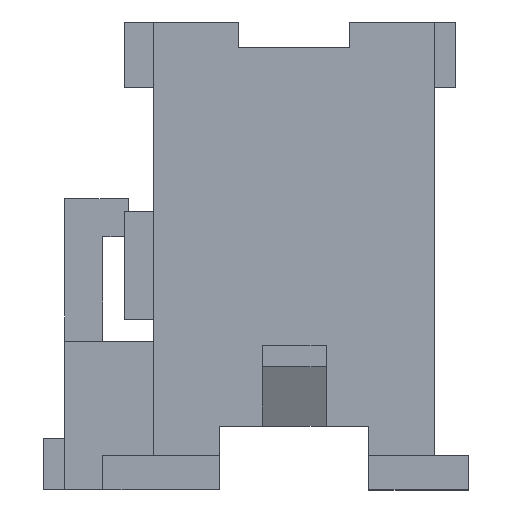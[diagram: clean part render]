
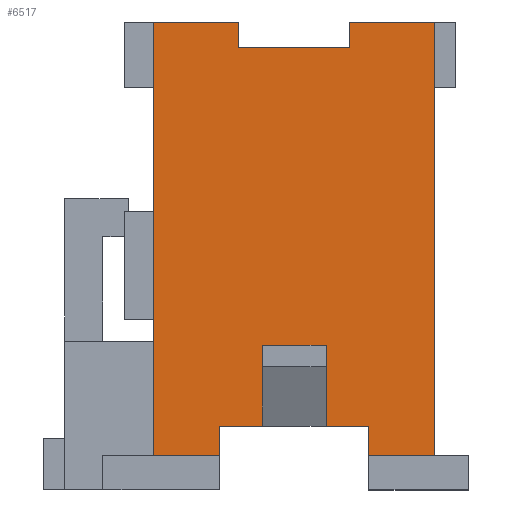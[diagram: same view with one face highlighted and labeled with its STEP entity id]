
A CAD part, left-side view. The second image highlights one B-rep face of the part: STEP entity #6517.
In plain terms, the highlighted planar face has unit normal (-1, 0, 0).
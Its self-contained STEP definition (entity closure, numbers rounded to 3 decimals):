
#91 = ORIENTED_EDGE ( 'NONE', *, *, #95, .F. ) ;
#95 = EDGE_CURVE ( 'NONE', #6126, #7967, #626, .T. ) ;
#623 = DIRECTION ( 'NONE',  ( 0., -1., 0. ) ) ;
#624 = VECTOR ( 'NONE', #623, 1000. ) ;
#625 = CARTESIAN_POINT ( 'NONE',  ( -20.4, 4.6, 0. ) ) ;
#626 = LINE ( 'NONE', #625, #624 ) ;
#2046 = CARTESIAN_POINT ( 'NONE',  ( -20.4, 6.6, -10.2 ) ) ;
#2182 = CARTESIAN_POINT ( 'NONE',  ( -20.4, 6.6, 0. ) ) ;
#2183 = DIRECTION ( 'NONE',  ( 0., 0., 1. ) ) ;
#2184 = VECTOR ( 'NONE', #2183, 1000. ) ;
#2185 = CARTESIAN_POINT ( 'NONE',  ( -20.4, 6.6, 0. ) ) ;
#2186 = LINE ( 'NONE', #2185, #2184 ) ;
#2188 = CARTESIAN_POINT ( 'NONE',  ( -20.4, 5.05, -10.2 ) ) ;
#2189 = DIRECTION ( 'NONE',  ( 0., 0., -1. ) ) ;
#2190 = VECTOR ( 'NONE', #2189, 1000. ) ;
#2191 = CARTESIAN_POINT ( 'NONE',  ( -20.4, 5.05, -11. ) ) ;
#2192 = LINE ( 'NONE', #2191, #2190 ) ;
#2193 = CARTESIAN_POINT ( 'NONE',  ( -20.4, 5.05, -9.5 ) ) ;
#2209 = DIRECTION ( 'NONE',  ( 0., 0., 1. ) ) ;
#2210 = VECTOR ( 'NONE', #2209, 1000. ) ;
#2211 = CARTESIAN_POINT ( 'NONE',  ( -20.4, 1.55, -11. ) ) ;
#2212 = LINE ( 'NONE', #2211, #2210 ) ;
#2213 = CARTESIAN_POINT ( 'NONE',  ( -20.4, 1.55, -10.2 ) ) ;
#2347 = CARTESIAN_POINT ( 'NONE',  ( -20.4, 1.55, -9.5 ) ) ;
#2738 = CARTESIAN_POINT ( 'NONE',  ( -20.4, 2.55, -7.6 ) ) ;
#2739 = DIRECTION ( 'NONE',  ( 0., -1., 0. ) ) ;
#2740 = VECTOR ( 'NONE', #2739, 1000. ) ;
#2741 = CARTESIAN_POINT ( 'NONE',  ( -20.4, 4.05, -7.6 ) ) ;
#2742 = LINE ( 'NONE', #2741, #2740 ) ;
#2743 = CARTESIAN_POINT ( 'NONE',  ( -20.4, 4.05, -9.5 ) ) ;
#2744 = DIRECTION ( 'NONE',  ( 0., 0., -1. ) ) ;
#2745 = VECTOR ( 'NONE', #2744, 1000. ) ;
#2746 = CARTESIAN_POINT ( 'NONE',  ( -20.4, 4.05, -9.5 ) ) ;
#2747 = LINE ( 'NONE', #2746, #2745 ) ;
#2768 = VECTOR ( 'NONE', #2831, 1000. ) ;
#2769 = CARTESIAN_POINT ( 'NONE',  ( -20.4, 2., -0.6 ) ) ;
#2770 = LINE ( 'NONE', #2769, #2768 ) ;
#2771 = CARTESIAN_POINT ( 'NONE',  ( -20.4, 2., -0.6 ) ) ;
#2772 = DIRECTION ( 'NONE',  ( 0., 0., 1. ) ) ;
#2773 = VECTOR ( 'NONE', #2772, 1000. ) ;
#2774 = CARTESIAN_POINT ( 'NONE',  ( -20.4, 2., -0.6 ) ) ;
#2775 = LINE ( 'NONE', #2774, #2773 ) ;
#2776 = CARTESIAN_POINT ( 'NONE',  ( -20.4, 2., 0. ) ) ;
#2777 = DIRECTION ( 'NONE',  ( 0., -1., 0. ) ) ;
#2778 = VECTOR ( 'NONE', #2777, 1000. ) ;
#2779 = CARTESIAN_POINT ( 'NONE',  ( -20.4, 2., 0. ) ) ;
#2780 = LINE ( 'NONE', #2779, #2778 ) ;
#2781 = CARTESIAN_POINT ( 'NONE',  ( -20.4, 0., 0. ) ) ;
#2782 = DIRECTION ( 'NONE',  ( 0., 0., -1. ) ) ;
#2783 = VECTOR ( 'NONE', #2782, 1000. ) ;
#2784 = CARTESIAN_POINT ( 'NONE',  ( -20.4, 0., 0. ) ) ;
#2785 = LINE ( 'NONE', #2784, #2783 ) ;
#2786 = CARTESIAN_POINT ( 'NONE',  ( -20.4, 0., -10.2 ) ) ;
#2787 = DIRECTION ( 'NONE',  ( 0., -1., 0. ) ) ;
#2788 = VECTOR ( 'NONE', #2787, 1000. ) ;
#2789 = CARTESIAN_POINT ( 'NONE',  ( -20.4, 4.6, -10.2 ) ) ;
#2790 = LINE ( 'NONE', #2789, #2788 ) ;
#2791 = DIRECTION ( 'NONE',  ( 0., 1., 0. ) ) ;
#2792 = VECTOR ( 'NONE', #2791, 1000. ) ;
#2793 = CARTESIAN_POINT ( 'NONE',  ( -20.4, 5.05, -9.5 ) ) ;
#2794 = LINE ( 'NONE', #2793, #2792 ) ;
#2795 = CARTESIAN_POINT ( 'NONE',  ( -20.4, 2.55, -9.5 ) ) ;
#2796 = DIRECTION ( 'NONE',  ( 0., 0., -1. ) ) ;
#2797 = VECTOR ( 'NONE', #2796, 1000. ) ;
#2798 = CARTESIAN_POINT ( 'NONE',  ( -20.4, 2.55, -9.5 ) ) ;
#2799 = LINE ( 'NONE', #2798, #2797 ) ;
#2830 = CARTESIAN_POINT ( 'NONE',  ( -20.4, 4.6, -0.6 ) ) ;
#2831 = DIRECTION ( 'NONE',  ( 0., -1., 0. ) ) ;
#2873 = CARTESIAN_POINT ( 'NONE',  ( -20.4, 4.05, -7.6 ) ) ;
#2874 = DIRECTION ( 'NONE',  ( 0., 0., -1. ) ) ;
#2875 = DIRECTION ( 'NONE',  ( 1., 0., 0. ) ) ;
#2876 = CARTESIAN_POINT ( 'NONE',  ( -20.4, 4.6, -11. ) ) ;
#2877 = AXIS2_PLACEMENT_3D ( 'NONE', #2876, #2875, #2874 ) ;
#2878 = PLANE ( 'NONE',  #2877 ) ;
#2879 = FACE_OUTER_BOUND ( 'NONE', #6518, .T. ) ;
#5081 = VECTOR ( 'NONE', #5144, 1000. ) ;
#5082 = CARTESIAN_POINT ( 'NONE',  ( -20.4, 5.05, -9.5 ) ) ;
#5083 = LINE ( 'NONE', #5082, #5081 ) ;
#5104 = CARTESIAN_POINT ( 'NONE',  ( -20.4, 4.6, 0. ) ) ;
#5144 = DIRECTION ( 'NONE',  ( 0., 1., 0. ) ) ;
#5298 = DIRECTION ( 'NONE',  ( 0., -1., 0. ) ) ;
#5299 = VECTOR ( 'NONE', #5298, 1000. ) ;
#5300 = CARTESIAN_POINT ( 'NONE',  ( -20.4, 4.6, -10.2 ) ) ;
#5301 = LINE ( 'NONE', #5300, #5299 ) ;
#5384 = DIRECTION ( 'NONE',  ( 0., 0., -1. ) ) ;
#5385 = VECTOR ( 'NONE', #5384, 1000. ) ;
#5386 = CARTESIAN_POINT ( 'NONE',  ( -20.4, 4.6, -0.6 ) ) ;
#5387 = LINE ( 'NONE', #5386, #5385 ) ;
#6056 = VERTEX_POINT ( 'NONE', #2046 ) ;
#6118 = VERTEX_POINT ( 'NONE', #2193 ) ;
#6120 = EDGE_CURVE ( 'NONE', #6118, #6121, #2192, .T. ) ;
#6121 = VERTEX_POINT ( 'NONE', #2188 ) ;
#6125 = EDGE_CURVE ( 'NONE', #6056, #6126, #2186, .T. ) ;
#6126 = VERTEX_POINT ( 'NONE', #2182 ) ;
#6146 = VERTEX_POINT ( 'NONE', #2213 ) ;
#6148 = EDGE_CURVE ( 'NONE', #6146, #6203, #2212, .T. ) ;
#6203 = VERTEX_POINT ( 'NONE', #2347 ) ;
#6445 = ORIENTED_EDGE ( 'NONE', *, *, #6446, .F. ) ;
#6446 = EDGE_CURVE ( 'NONE', #6519, #6447, #2747, .T. ) ;
#6447 = VERTEX_POINT ( 'NONE', #2743 ) ;
#6448 = ORIENTED_EDGE ( 'NONE', *, *, #6449, .T. ) ;
#6449 = EDGE_CURVE ( 'NONE', #6519, #6450, #2742, .T. ) ;
#6450 = VERTEX_POINT ( 'NONE', #2738 ) ;
#6451 = ORIENTED_EDGE ( 'NONE', *, *, #6452, .T. ) ;
#6452 = EDGE_CURVE ( 'NONE', #6450, #6453, #2799, .T. ) ;
#6453 = VERTEX_POINT ( 'NONE', #2795 ) ;
#6454 = ORIENTED_EDGE ( 'NONE', *, *, #6455, .F. ) ;
#6455 = EDGE_CURVE ( 'NONE', #6203, #6453, #2794, .T. ) ;
#6456 = ORIENTED_EDGE ( 'NONE', *, *, #6148, .F. ) ;
#6457 = ORIENTED_EDGE ( 'NONE', *, *, #6458, .T. ) ;
#6458 = EDGE_CURVE ( 'NONE', #6146, #6459, #2790, .T. ) ;
#6459 = VERTEX_POINT ( 'NONE', #2786 ) ;
#6460 = ORIENTED_EDGE ( 'NONE', *, *, #6461, .F. ) ;
#6461 = EDGE_CURVE ( 'NONE', #6462, #6459, #2785, .T. ) ;
#6462 = VERTEX_POINT ( 'NONE', #2781 ) ;
#6463 = ORIENTED_EDGE ( 'NONE', *, *, #6464, .F. ) ;
#6464 = EDGE_CURVE ( 'NONE', #6465, #6462, #2780, .T. ) ;
#6465 = VERTEX_POINT ( 'NONE', #2776 ) ;
#6466 = ORIENTED_EDGE ( 'NONE', *, *, #6467, .F. ) ;
#6467 = EDGE_CURVE ( 'NONE', #6468, #6465, #2775, .T. ) ;
#6468 = VERTEX_POINT ( 'NONE', #2771 ) ;
#6469 = ORIENTED_EDGE ( 'NONE', *, *, #6470, .F. ) ;
#6470 = EDGE_CURVE ( 'NONE', #6471, #6468, #2770, .T. ) ;
#6471 = VERTEX_POINT ( 'NONE', #2830 ) ;
#6472 = ORIENTED_EDGE ( 'NONE', *, *, #8153, .F. ) ;
#6517 = ADVANCED_FACE ( 'NONE', ( #2879 ), #2878, .F. ) ;
#6518 = EDGE_LOOP ( 'NONE', ( #6445, #6448, #6451, #6454, #6456, #6457, #6460, #6463, #6466, #6469, #6472, #91, #8126, #8106, #7975, #7973 ) ) ;
#6519 = VERTEX_POINT ( 'NONE', #2873 ) ;
#7967 = VERTEX_POINT ( 'NONE', #5104 ) ;
#7973 = ORIENTED_EDGE ( 'NONE', *, *, #7978, .F. ) ;
#7975 = ORIENTED_EDGE ( 'NONE', *, *, #6120, .F. ) ;
#7978 = EDGE_CURVE ( 'NONE', #6447, #6118, #5083, .T. ) ;
#8106 = ORIENTED_EDGE ( 'NONE', *, *, #8134, .T. ) ;
#8126 = ORIENTED_EDGE ( 'NONE', *, *, #6125, .F. ) ;
#8134 = EDGE_CURVE ( 'NONE', #6056, #6121, #5301, .T. ) ;
#8153 = EDGE_CURVE ( 'NONE', #7967, #6471, #5387, .T. ) ;
